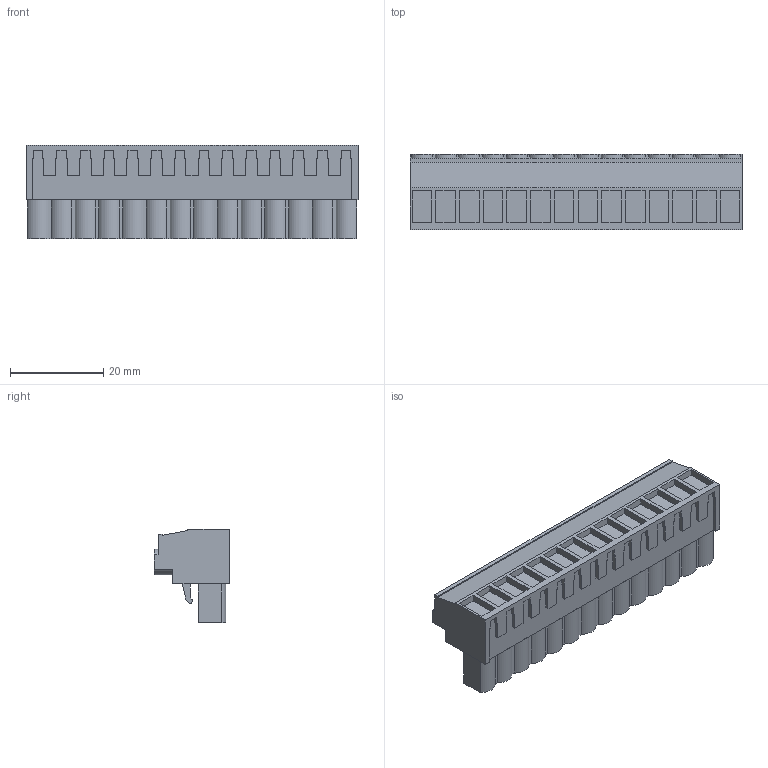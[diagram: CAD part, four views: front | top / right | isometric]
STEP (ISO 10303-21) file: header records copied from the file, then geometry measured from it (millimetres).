
FILE_DESCRIPTION(('CATIA V5 STEP','CAx-IF Rec.Pracs.--- Model Styling and Organization---1.2---2011-12-15'),'2;1');
FILE_NAME ('D1459878_0_1943700000_1943700000.stp','2017-05-20T10:45:33+00:00',('none'),('Weidmueller'),'CATIA Version 5-6 Release 2014','CATIA V5 STEP AP214','none');
FILE_SCHEMA(('AUTOMOTIVE_DESIGN { 1 0 10303 214 1 1 1 1 }'));
Length unit declared in the file: millimetre
Products named in the file (1): 1943700000
Bounding box: 71.12 x 16.1 x 20.05 mm (x, y, z)
Volume: 13225.2 mm3; surface area: 8369.6 mm2
Topology: 15 solids, 15 shells, 936 faces, 2645 edges, 1796 vertices
Faces by surface type: plane 806, cylinder 130
Entity records: 27768 total; most frequent: ORIENTED_EDGE 5290, CARTESIAN_POINT 4974, DIRECTION 3709, EDGE_CURVE 2645, VECTOR 2329, LINE 2329, VERTEX_POINT 1796, EDGE_LOOP 993
